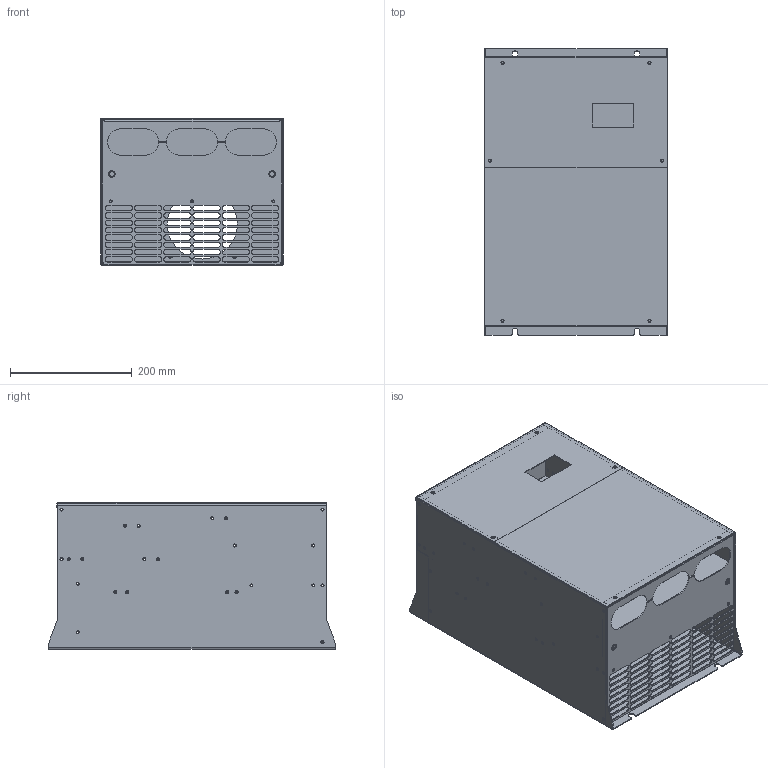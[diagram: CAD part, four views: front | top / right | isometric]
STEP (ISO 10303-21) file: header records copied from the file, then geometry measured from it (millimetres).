
FILE_DESCRIPTION((''),'2;1');
FILE_NAME('S29ZP02_ASM','2017-07-21T',('Administrator'),(''),'PRO/ENGINEER BY PARAMETRIC TECHNOLOGY CORPORATION, 2011310','PRO/ENGINEER BY PARAMETRIC TECHNOLOGY CORPORATION, 2011310','');
FILE_SCHEMA(('CONFIG_CONTROL_DESIGN'));
Length unit declared in the file: millimetre
Products named in the file (11): S29JX02; S29JX03; S29JX06; S29JX01_ASM; S29JX10; S29JX11; S29JX17; S29JX15_ASM; S29JX19; S29JX16_ASM; S29ZP02_ASM
Assembly tree (10 placements, depth 3):
  S29ZP02_ASM
    S29JX01_ASM
      S29JX02
      S29JX03
      S29JX06
    S29JX10
    S29JX11
    S29JX15_ASM
      S29JX17
    S29JX16_ASM
      S29JX19
Bounding box: 300 x 470 x 240 mm (x, y, z)
Volume: 994240.3 mm3; surface area: 1350031.5 mm2
Topology: 23 solids, 23 shells, 810 faces, 2066 edges, 1270 vertices
Faces by surface type: cylinder 386, plane 330, cone 90, bspline 4
Entity records: 25434 total; most frequent: DIRECTION 4584, CARTESIAN_POINT 4428, ORIENTED_EDGE 4132, EDGE_CURVE 2066, AXIS2_PLACEMENT_3D 1694, VERTEX_POINT 1270, VECTOR 1196, LINE 1196
